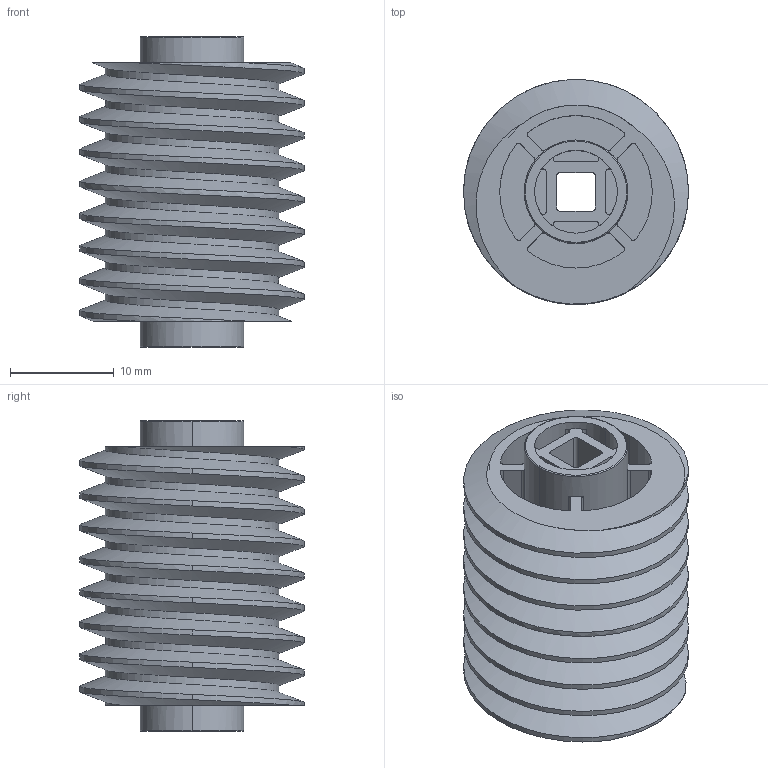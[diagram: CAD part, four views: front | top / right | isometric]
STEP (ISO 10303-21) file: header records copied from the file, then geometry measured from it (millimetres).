
FILE_DESCRIPTION (( 'STEP AP214' ), '1' );
FILE_NAME ('WG30.STEP', '2019-07-24T16:21:04', ( '' ), ( '' ), 'SwSTEP 2.0', 'SolidWorks 2019', '' );
FILE_SCHEMA (( 'AUTOMOTIVE_DESIGN' ));
Length unit declared in the file: millimetre
Products named in the file (1): WG30
Bounding box: 21.73 x 21.72 x 30 mm (x, y, z)
Volume: 4817.6 mm3; surface area: 7329.1 mm2
Topology: 1 solids, 1 shells, 159 faces, 453 edges, 300 vertices
Faces by surface type: cylinder 99, plane 50, bspline 6, torus 4
Entity records: 7259 total; most frequent: CARTESIAN_POINT 3034, DIRECTION 918, ORIENTED_EDGE 906, EDGE_CURVE 453, AXIS2_PLACEMENT_3D 360, VERTEX_POINT 300, CIRCLE 206, LINE 198
